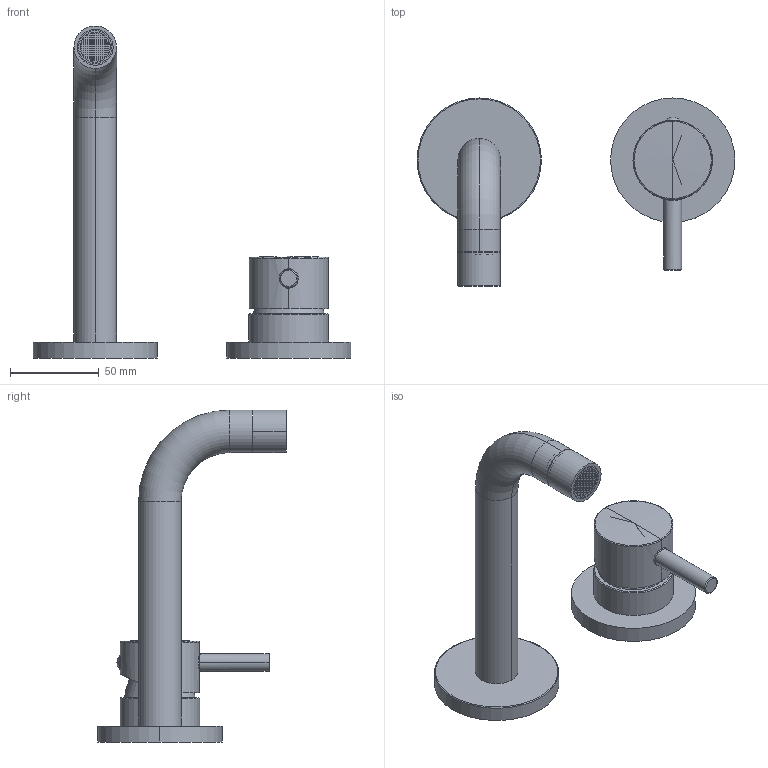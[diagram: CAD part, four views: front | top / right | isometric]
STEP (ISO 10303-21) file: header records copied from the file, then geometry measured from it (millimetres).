
FILE_DESCRIPTION((''),'2;1');
FILE_NAME('SK006CR70','2021-01-15T16:21:22',('ut3'),('PAFFONI SpA'),'CREO PARAMETRIC BY PTC INC, 2020044','CREO PARAMETRIC BY PTC INC, 2020044','');
FILE_SCHEMA(('CONFIG_CONTROL_DESIGN','SHAPE_APPEARANCE_LAYERS_GROUPS'));
Length unit declared in the file: millimetre
Products named in the file (1): SK006CR70
Bounding box: 179 x 106.2 x 187 mm (x, y, z)
Volume: 148790.9 mm3; surface area: 68740.4 mm2
Topology: 4 solids, 4 shells, 1778 faces, 4821 edges, 3168 vertices
Faces by surface type: plane 1613, cylinder 70, torus 28, bspline 24, cone 23, sphere 20
Entity records: 70265 total; most frequent: CARTESIAN_POINT 12037, ORIENTED_EDGE 9634, DIRECTION 9398, EDGE_CURVE 4817, VECTOR 3532, LINE 3532, VERTEX_POINT 3168, AXIS2_PLACEMENT_3D 2933
